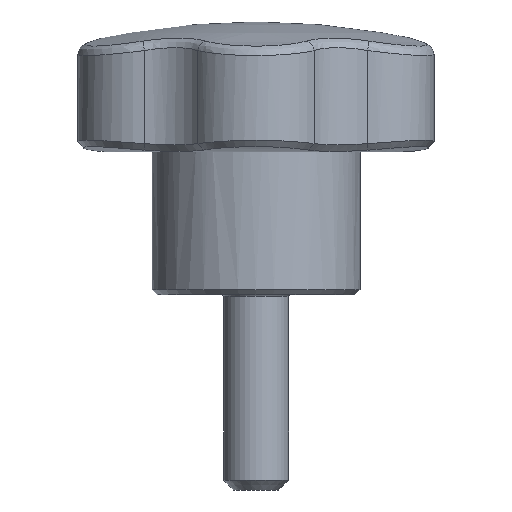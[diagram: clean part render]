
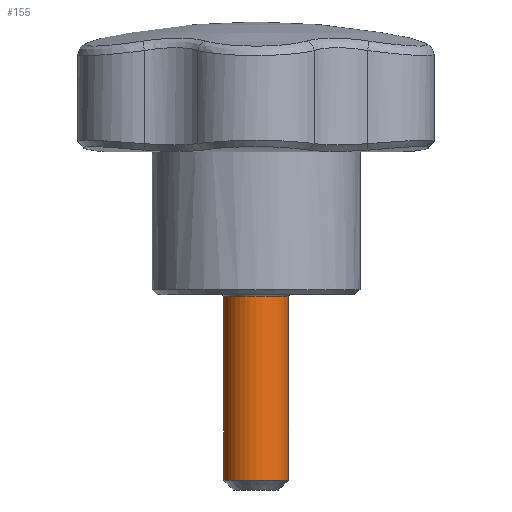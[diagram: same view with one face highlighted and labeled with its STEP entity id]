
A CAD part, front view. The second image highlights one B-rep face of the part: STEP entity #155.
In plain terms, the highlighted cylindrical face has radius 5 mm (diameter 10 mm), a full revolution.
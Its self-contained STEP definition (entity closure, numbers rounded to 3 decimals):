
#155 = ADVANCED_FACE( '', ( #359, #360 ), #361, .T. );
#359 = FACE_OUTER_BOUND( '', #938, .T. );
#360 = FACE_OUTER_BOUND( '', #939, .T. );
#361 = CYLINDRICAL_SURFACE( '', #940, 5. );
#938 = EDGE_LOOP( '', ( #3752 ) );
#939 = EDGE_LOOP( '', ( #3753 ) );
#940 = AXIS2_PLACEMENT_3D( '', #3754, #3755, #3756 );
#3752 = ORIENTED_EDGE( '', *, *, #4213, .T. );
#3753 = ORIENTED_EDGE( '', *, *, #4249, .T. );
#3754 = CARTESIAN_POINT( '', ( 0., 0., -87. ) );
#3755 = DIRECTION( '', ( 0., 0., -1. ) );
#3756 = DIRECTION( '', ( 1., 0., 0. ) );
#4213 = EDGE_CURVE( '', #4581, #4581, #4582, .F. );
#4249 = EDGE_CURVE( '', #4637, #4637, #4638, .T. );
#4581 = VERTEX_POINT( '', #5595 );
#4582 = CIRCLE( '', #5596, 5. );
#4637 = VERTEX_POINT( '', #5907 );
#4638 = CIRCLE( '', #5908, 5. );
#5595 = CARTESIAN_POINT( '', ( 5., 0., -0.2 ) );
#5596 = AXIS2_PLACEMENT_3D( '', #7546, #7547, #7548 );
#5907 = CARTESIAN_POINT( '', ( 5., 0., -28.5 ) );
#5908 = AXIS2_PLACEMENT_3D( '', #7587, #7588, #7589 );
#7546 = CARTESIAN_POINT( '', ( 0., 0., -0.2 ) );
#7547 = DIRECTION( '', ( 0., 0., 1. ) );
#7548 = DIRECTION( '', ( 1., 0., 0. ) );
#7587 = CARTESIAN_POINT( '', ( 0., 0., -28.5 ) );
#7588 = DIRECTION( '', ( 0., 0., 1. ) );
#7589 = DIRECTION( '', ( 1., 0., 0. ) );
